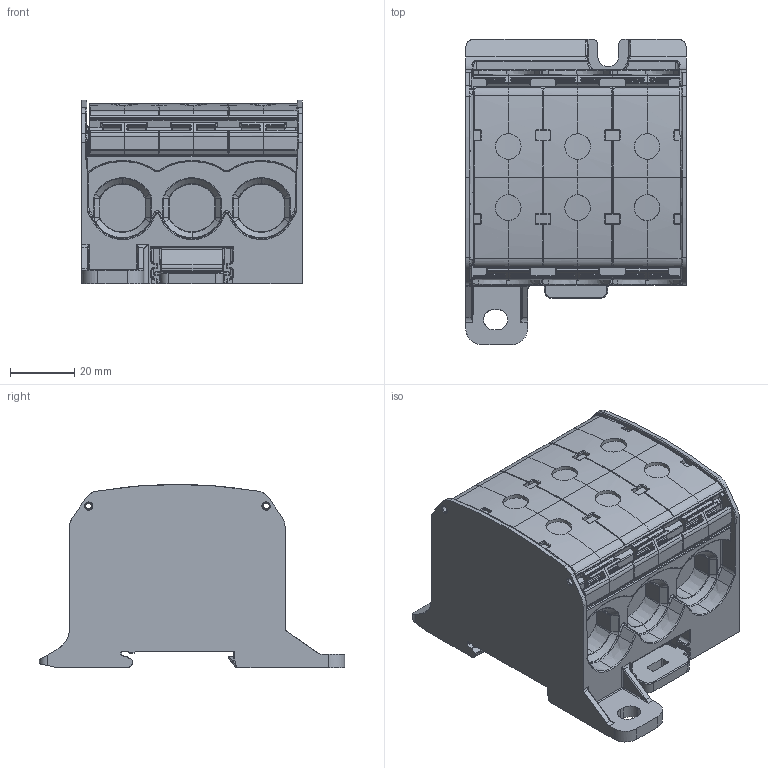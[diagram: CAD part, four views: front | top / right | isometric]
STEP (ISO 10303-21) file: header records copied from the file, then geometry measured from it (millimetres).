
FILE_DESCRIPTION(('CATIA V5 STEP Exchange','CAx-IF Rec.Pracs.--- Model Styling and Organization---1.4--- 2014-01-23'),'2;1');
FILE_NAME ('1442088-1_0', '2023-02-01T12:22:09+00:00', ('none'), ('Weidmueller'), 'CATIA Version 5-6 Release 2016 SP3 HF44', 'CATIA V5 STEP AP214', 'none');
FILE_SCHEMA(('AUTOMOTIVE_DESIGN { 1 0 10303 214 1 1 1 1 }'));
Products named in the file (1): 2874600000
Bounding box: 68.6 x 95.01 x 57 mm (x, y, z)
Volume: 201939.3 mm3; surface area: 50519.1 mm2
Topology: 2 solids, 12 shells, 3782 faces, 10064 edges, 6151 vertices
Faces by surface type: cylinder 1492, bspline 1302, plane 815, cone 173
Entity records: 167257 total; most frequent: CARTESIAN_POINT 90429, ORIENTED_EDGE 19888, EDGE_CURVE 9944, DIRECTION 9544, VERTEX_POINT 6151, B_SPLINE_CURVE_WITH_KNOTS 4700, EDGE_LOOP 3791, ADVANCED_FACE 3782
